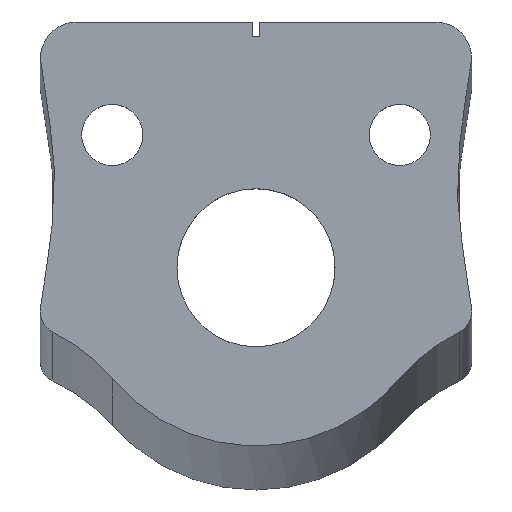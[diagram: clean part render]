
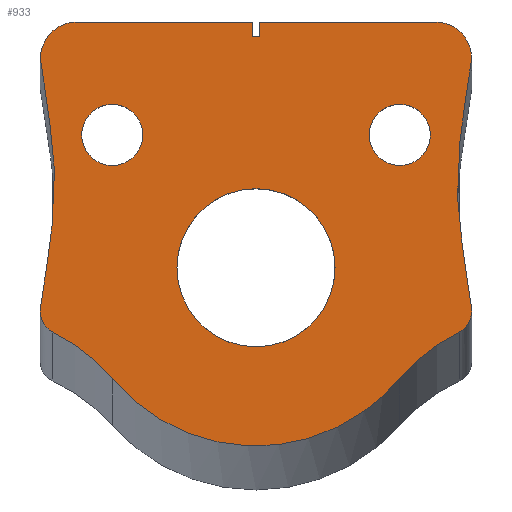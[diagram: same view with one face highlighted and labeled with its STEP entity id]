
A CAD part, top view. The second image highlights one B-rep face of the part: STEP entity #933.
In plain terms, the highlighted planar face has unit normal (0, 0, 1).
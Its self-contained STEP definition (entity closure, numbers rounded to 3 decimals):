
#35=FACE_BOUND('',#218,.T.);
#36=FACE_BOUND('',#219,.T.);
#37=FACE_BOUND('',#220,.T.);
#53=CIRCLE('',#994,4.25);
#54=CIRCLE('',#995,4.25);
#55=CIRCLE('',#996,11.);
#70=PLANE('',#988);
#91=ELLIPSE('',#985,3.067,3.);
#92=ELLIPSE('',#987,25.559,25.);
#93=ELLIPSE('',#989,5.112,5.);
#94=ELLIPSE('',#990,5.112,5.);
#95=ELLIPSE('',#991,3.067,3.);
#96=ELLIPSE('',#992,25.559,25.);
#97=ELLIPSE('',#993,26.836,26.25);
#119=B_SPLINE_CURVE_WITH_KNOTS('',3,(#1729,#1730,#1731,#1732,#1733,#1734,
#1735,#1736,#1737,#1738),.UNSPECIFIED.,.F.,.F.,(4,2,2,2,4),(-3.752,
-3.172,-1.701,-0.692,0.),.UNSPECIFIED.);
#126=B_SPLINE_CURVE_WITH_KNOTS('',3,(#1963,#1964,#1965,#1966,#1967,#1968,
#1969,#1970,#1971,#1972),.UNSPECIFIED.,.F.,.F.,(4,2,2,2,4),(-3.752,
-3.172,-1.701,-0.692,0.),
 .UNSPECIFIED.);
#164=FACE_OUTER_BOUND('',#217,.T.);
#217=EDGE_LOOP('',(#732,#733,#734,#735,#736,#737,#738,#739,#740,#741,#742,
#743,#744,#745,#746,#747));
#218=EDGE_LOOP('',(#748));
#219=EDGE_LOOP('',(#749));
#220=EDGE_LOOP('',(#750));
#287=LINE('',#1833,#351);
#293=LINE('',#1950,#357);
#294=LINE('',#1954,#358);
#295=LINE('',#1956,#359);
#296=LINE('',#1958,#360);
#297=LINE('',#1959,#361);
#298=LINE('',#1974,#362);
#351=VECTOR('',#1107,10.);
#357=VECTOR('',#1123,10.);
#358=VECTOR('',#1126,10.);
#359=VECTOR('',#1127,10.);
#360=VECTOR('',#1128,10.);
#361=VECTOR('',#1129,10.);
#362=VECTOR('',#1132,10.);
#433=VERTEX_POINT('',#1726);
#434=VERTEX_POINT('',#1728);
#442=VERTEX_POINT('',#1830);
#443=VERTEX_POINT('',#1832);
#446=VERTEX_POINT('',#1940);
#447=VERTEX_POINT('',#1942);
#448=VERTEX_POINT('',#1946);
#449=VERTEX_POINT('',#1951);
#450=VERTEX_POINT('',#1953);
#451=VERTEX_POINT('',#1955);
#452=VERTEX_POINT('',#1957);
#453=VERTEX_POINT('',#1960);
#454=VERTEX_POINT('',#1962);
#455=VERTEX_POINT('',#1973);
#456=VERTEX_POINT('',#1975);
#457=VERTEX_POINT('',#1977);
#458=VERTEX_POINT('',#1980);
#459=VERTEX_POINT('',#1982);
#460=VERTEX_POINT('',#1984);
#539=EDGE_CURVE('',#434,#433,#119,.T.);
#551=EDGE_CURVE('',#443,#442,#287,.T.);
#557=EDGE_CURVE('',#446,#447,#91,.T.);
#559=EDGE_CURVE('',#447,#448,#92,.T.);
#561=EDGE_CURVE('',#446,#434,#293,.T.);
#562=EDGE_CURVE('',#449,#433,#93,.T.);
#563=EDGE_CURVE('',#449,#450,#294,.T.);
#564=EDGE_CURVE('',#450,#451,#295,.T.);
#565=EDGE_CURVE('',#451,#452,#296,.T.);
#566=EDGE_CURVE('',#452,#443,#297,.T.);
#567=EDGE_CURVE('',#453,#442,#94,.T.);
#568=EDGE_CURVE('',#453,#454,#126,.T.);
#569=EDGE_CURVE('',#454,#455,#298,.T.);
#570=EDGE_CURVE('',#456,#455,#95,.T.);
#571=EDGE_CURVE('',#456,#457,#96,.F.);
#572=EDGE_CURVE('',#457,#448,#97,.T.);
#573=EDGE_CURVE('',#458,#458,#53,.T.);
#574=EDGE_CURVE('',#459,#459,#54,.T.);
#575=EDGE_CURVE('',#460,#460,#55,.T.);
#732=ORIENTED_EDGE('',*,*,#557,.F.);
#733=ORIENTED_EDGE('',*,*,#561,.T.);
#734=ORIENTED_EDGE('',*,*,#539,.T.);
#735=ORIENTED_EDGE('',*,*,#562,.F.);
#736=ORIENTED_EDGE('',*,*,#563,.T.);
#737=ORIENTED_EDGE('',*,*,#564,.T.);
#738=ORIENTED_EDGE('',*,*,#565,.T.);
#739=ORIENTED_EDGE('',*,*,#566,.T.);
#740=ORIENTED_EDGE('',*,*,#551,.T.);
#741=ORIENTED_EDGE('',*,*,#567,.F.);
#742=ORIENTED_EDGE('',*,*,#568,.T.);
#743=ORIENTED_EDGE('',*,*,#569,.T.);
#744=ORIENTED_EDGE('',*,*,#570,.F.);
#745=ORIENTED_EDGE('',*,*,#571,.T.);
#746=ORIENTED_EDGE('',*,*,#572,.T.);
#747=ORIENTED_EDGE('',*,*,#559,.F.);
#748=ORIENTED_EDGE('',*,*,#573,.T.);
#749=ORIENTED_EDGE('',*,*,#574,.T.);
#750=ORIENTED_EDGE('',*,*,#575,.T.);
#933=ADVANCED_FACE('',(#164,#35,#36,#37),#70,.T.);
#985=AXIS2_PLACEMENT_3D('',#1943,#1113,#1114);
#987=AXIS2_PLACEMENT_3D('',#1947,#1118,#1119);
#988=AXIS2_PLACEMENT_3D('',#1949,#1121,#1122);
#989=AXIS2_PLACEMENT_3D('',#1952,#1124,#1125);
#990=AXIS2_PLACEMENT_3D('',#1961,#1130,#1131);
#991=AXIS2_PLACEMENT_3D('',#1976,#1133,#1134);
#992=AXIS2_PLACEMENT_3D('',#1978,#1135,#1136);
#993=AXIS2_PLACEMENT_3D('',#1979,#1137,#1138);
#994=AXIS2_PLACEMENT_3D('',#1981,#1139,#1140);
#995=AXIS2_PLACEMENT_3D('',#1983,#1141,#1142);
#996=AXIS2_PLACEMENT_3D('',#1985,#1143,#1144);
#1107=DIRECTION('',(-1.,0.,0.));
#1113=DIRECTION('center_axis',(0.,0.,-1.));
#1114=DIRECTION('ref_axis',(0.,-1.,0.));
#1118=DIRECTION('center_axis',(0.,0.,1.));
#1119=DIRECTION('ref_axis',(0.,1.,0.));
#1121=DIRECTION('center_axis',(0.,0.,1.));
#1122=DIRECTION('ref_axis',(1.,0.,0.));
#1123=DIRECTION('',(0.,1.,0.));
#1124=DIRECTION('center_axis',(0.,0.,-1.));
#1125=DIRECTION('ref_axis',(0.,1.,0.));
#1126=DIRECTION('',(-1.,0.,0.));
#1127=DIRECTION('',(0.,-1.,0.));
#1128=DIRECTION('',(-1.,0.,0.));
#1129=DIRECTION('',(0.,1.,0.));
#1130=DIRECTION('center_axis',(0.,0.,-1.));
#1131=DIRECTION('ref_axis',(0.,1.,0.));
#1132=DIRECTION('',(0.,-1.,0.));
#1133=DIRECTION('center_axis',(0.,0.,-1.));
#1134=DIRECTION('ref_axis',(0.,-1.,0.));
#1135=DIRECTION('center_axis',(0.,0.,1.));
#1136=DIRECTION('ref_axis',(0.,1.,0.));
#1137=DIRECTION('center_axis',(0.,0.,1.));
#1138=DIRECTION('ref_axis',(0.,-1.,0.));
#1139=DIRECTION('center_axis',(0.,0.,-1.));
#1140=DIRECTION('ref_axis',(1.,0.,0.));
#1141=DIRECTION('center_axis',(0.,0.,-1.));
#1142=DIRECTION('ref_axis',(1.,0.,0.));
#1143=DIRECTION('center_axis',(0.,0.,-1.));
#1144=DIRECTION('ref_axis',(1.,0.,0.));
#1726=CARTESIAN_POINT('',(30.,40.516,63.361));
#1728=CARTESIAN_POINT('',(30.,5.757,63.361));
#1729=CARTESIAN_POINT('Ctrl Pts',(30.,5.757,63.361));
#1730=CARTESIAN_POINT('Ctrl Pts',(29.659,7.971,63.361));
#1731=CARTESIAN_POINT('Ctrl Pts',(29.256,10.64,63.361));
#1732=CARTESIAN_POINT('Ctrl Pts',(28.116,18.798,63.361));
#1733=CARTESIAN_POINT('Ctrl Pts',(27.895,21.719,63.361));
#1734=CARTESIAN_POINT('Ctrl Pts',(28.129,27.02,63.361));
#1735=CARTESIAN_POINT('Ctrl Pts',(28.408,29.535,63.361));
#1736=CARTESIAN_POINT('Ctrl Pts',(29.224,35.423,63.361));
#1737=CARTESIAN_POINT('Ctrl Pts',(29.649,38.236,63.361));
#1738=CARTESIAN_POINT('Ctrl Pts',(30.,40.516,63.361));
#1830=CARTESIAN_POINT('',(-25.,45.628,63.361));
#1832=CARTESIAN_POINT('',(-0.5,45.628,63.361));
#1833=CARTESIAN_POINT('',(-15.,45.628,63.361));
#1940=CARTESIAN_POINT('',(30.,5.271,63.361));
#1942=CARTESIAN_POINT('',(28.276,2.495,63.361));
#1943=CARTESIAN_POINT('Origin',(27.,5.271,63.361));
#1946=CARTESIAN_POINT('',(19.928,-4.001,63.361));
#1947=CARTESIAN_POINT('Origin',(38.906,-20.637,63.361));
#1949=CARTESIAN_POINT('Origin',(0.,13.982,63.361));
#1950=CARTESIAN_POINT('',(30.,11.099,63.361));
#1951=CARTESIAN_POINT('',(25.,45.628,63.361));
#1952=CARTESIAN_POINT('Origin',(25.,40.516,63.361));
#1953=CARTESIAN_POINT('',(0.5,45.628,63.361));
#1954=CARTESIAN_POINT('',(0.25,45.628,63.361));
#1955=CARTESIAN_POINT('',(0.5,43.627,63.361));
#1956=CARTESIAN_POINT('',(0.5,29.215,63.361));
#1957=CARTESIAN_POINT('',(-0.5,43.627,63.361));
#1958=CARTESIAN_POINT('',(-0.25,43.627,63.361));
#1959=CARTESIAN_POINT('',(-0.5,30.173,63.361));
#1960=CARTESIAN_POINT('',(-30.,40.516,63.361));
#1961=CARTESIAN_POINT('Origin',(-25.,40.516,63.361));
#1962=CARTESIAN_POINT('',(-30.,5.757,63.361));
#1963=CARTESIAN_POINT('Ctrl Pts',(-30.,40.516,63.361));
#1964=CARTESIAN_POINT('Ctrl Pts',(-29.659,38.302,63.361));
#1965=CARTESIAN_POINT('Ctrl Pts',(-29.256,35.633,63.361));
#1966=CARTESIAN_POINT('Ctrl Pts',(-28.116,27.475,63.361));
#1967=CARTESIAN_POINT('Ctrl Pts',(-27.895,24.555,63.361));
#1968=CARTESIAN_POINT('Ctrl Pts',(-28.129,19.253,63.361));
#1969=CARTESIAN_POINT('Ctrl Pts',(-28.408,16.738,63.361));
#1970=CARTESIAN_POINT('Ctrl Pts',(-29.224,10.85,63.361));
#1971=CARTESIAN_POINT('Ctrl Pts',(-29.649,8.037,63.361));
#1972=CARTESIAN_POINT('Ctrl Pts',(-30.,5.757,63.361));
#1973=CARTESIAN_POINT('',(-30.,5.271,63.361));
#1974=CARTESIAN_POINT('',(-30.,9.897,63.361));
#1975=CARTESIAN_POINT('',(-28.276,2.495,63.361));
#1976=CARTESIAN_POINT('Origin',(-27.,5.271,63.361));
#1977=CARTESIAN_POINT('',(-19.928,-4.001,63.361));
#1978=CARTESIAN_POINT('Origin',(-38.906,-20.637,63.361));
#1979=CARTESIAN_POINT('Origin',(0.,13.468,63.361));
#1980=CARTESIAN_POINT('',(15.754,29.917,63.361));
#1981=CARTESIAN_POINT('Origin',(20.004,29.917,63.361));
#1982=CARTESIAN_POINT('',(-24.25,29.916,63.361));
#1983=CARTESIAN_POINT('Origin',(-20.,29.916,63.361));
#1984=CARTESIAN_POINT('',(-11.,11.435,63.361));
#1985=CARTESIAN_POINT('Origin',(0.,11.435,63.361));
